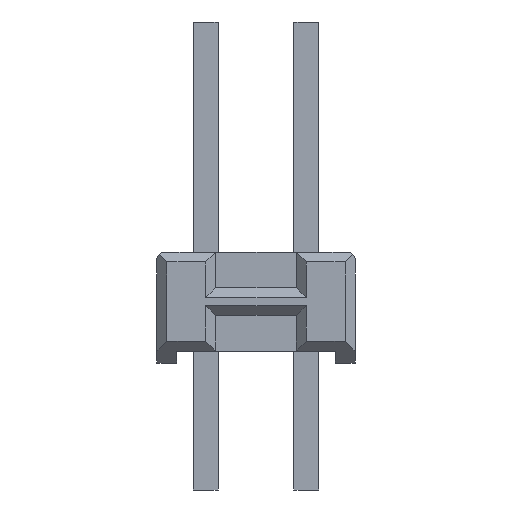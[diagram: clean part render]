
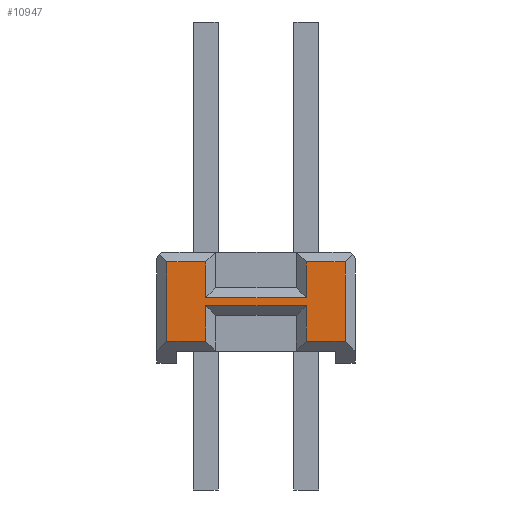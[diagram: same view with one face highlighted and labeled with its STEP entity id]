
A CAD part, left-side view. The second image highlights one B-rep face of the part: STEP entity #10947.
In plain terms, the highlighted planar face has unit normal (-1, 0, 0).
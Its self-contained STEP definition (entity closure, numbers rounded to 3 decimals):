
#134=DIRECTION('',(0.,1.,0.));
#135=VECTOR('',#134,0.98);
#136=CARTESIAN_POINT('',(-25.4,-2.25,-2.25));
#137=LINE('',#136,#135);
#138=DIRECTION('',(0.,0.,-1.));
#139=VECTOR('',#138,0.9);
#140=CARTESIAN_POINT('',(-25.4,-1.27,-1.35));
#141=LINE('',#140,#139);
#142=DIRECTION('',(0.,0.,-1.));
#143=VECTOR('',#142,0.9);
#144=CARTESIAN_POINT('',(-25.4,1.27,-1.35));
#145=LINE('',#144,#143);
#146=DIRECTION('',(0.,1.,0.));
#147=VECTOR('',#146,0.98);
#148=CARTESIAN_POINT('',(-25.4,1.27,-2.25));
#149=LINE('',#148,#147);
#150=DIRECTION('',(0.,0.,-1.));
#151=VECTOR('',#150,2.);
#152=CARTESIAN_POINT('',(-25.4,2.25,-0.25));
#153=LINE('',#152,#151);
#154=DIRECTION('',(0.,1.,0.));
#155=VECTOR('',#154,0.98);
#156=CARTESIAN_POINT('',(-25.4,1.27,-0.25));
#157=LINE('',#156,#155);
#158=DIRECTION('',(0.,0.,-1.));
#159=VECTOR('',#158,0.9);
#160=CARTESIAN_POINT('',(-25.4,1.27,-0.25));
#161=LINE('',#160,#159);
#162=DIRECTION('',(0.,-1.,0.));
#163=VECTOR('',#162,2.54);
#164=CARTESIAN_POINT('',(-25.4,1.27,-1.15));
#165=LINE('',#164,#163);
#166=DIRECTION('',(0.,0.,-1.));
#167=VECTOR('',#166,0.9);
#168=CARTESIAN_POINT('',(-25.4,-1.27,-0.25));
#169=LINE('',#168,#167);
#170=DIRECTION('',(0.,1.,0.));
#171=VECTOR('',#170,0.98);
#172=CARTESIAN_POINT('',(-25.4,-2.25,-0.25));
#173=LINE('',#172,#171);
#174=DIRECTION('',(0.,0.,-1.));
#175=VECTOR('',#174,2.);
#176=CARTESIAN_POINT('',(-25.4,-2.25,-0.25));
#177=LINE('',#176,#175);
#8354=DIRECTION('',(0.,-1.,0.));
#8355=VECTOR('',#8354,2.54);
#8356=CARTESIAN_POINT('',(-25.4,1.27,-1.35));
#8357=LINE('',#8356,#8355);
#8398=CARTESIAN_POINT('',(-25.4,-1.27,-1.35));
#8400=VERTEX_POINT('',#8398);
#8402=CARTESIAN_POINT('',(-25.4,-1.27,-1.15));
#8404=VERTEX_POINT('',#8402);
#8410=CARTESIAN_POINT('',(-25.4,1.27,-1.35));
#8411=VERTEX_POINT('',#8410);
#8412=CARTESIAN_POINT('',(-25.4,1.27,-1.15));
#8413=VERTEX_POINT('',#8412);
#10678=CARTESIAN_POINT('',(-25.4,-2.25,-2.25));
#10679=CARTESIAN_POINT('',(-25.4,-1.27,-2.25));
#10680=VERTEX_POINT('',#10678);
#10681=VERTEX_POINT('',#10679);
#10682=CARTESIAN_POINT('',(-25.4,1.27,-2.25));
#10683=CARTESIAN_POINT('',(-25.4,2.25,-2.25));
#10684=VERTEX_POINT('',#10682);
#10685=VERTEX_POINT('',#10683);
#10686=CARTESIAN_POINT('',(-25.4,-2.25,-0.25));
#10687=CARTESIAN_POINT('',(-25.4,-1.27,-0.25));
#10688=VERTEX_POINT('',#10686);
#10689=VERTEX_POINT('',#10687);
#10690=CARTESIAN_POINT('',(-25.4,1.27,-0.25));
#10691=CARTESIAN_POINT('',(-25.4,2.25,-0.25));
#10692=VERTEX_POINT('',#10690);
#10693=VERTEX_POINT('',#10691);
#10916=CARTESIAN_POINT('',(-25.4,0.,0.));
#10917=DIRECTION('',(1.,0.,0.));
#10918=DIRECTION('',(0.,0.,-1.));
#10919=AXIS2_PLACEMENT_3D('',#10916,#10917,#10918);
#10920=PLANE('',#10919);
#10922=ORIENTED_EDGE('',*,*,#10921,.T.);
#10924=ORIENTED_EDGE('',*,*,#10923,.F.);
#10926=ORIENTED_EDGE('',*,*,#10925,.F.);
#10928=ORIENTED_EDGE('',*,*,#10927,.T.);
#10930=ORIENTED_EDGE('',*,*,#10929,.T.);
#10932=ORIENTED_EDGE('',*,*,#10931,.F.);
#10934=ORIENTED_EDGE('',*,*,#10933,.F.);
#10936=ORIENTED_EDGE('',*,*,#10935,.T.);
#10938=ORIENTED_EDGE('',*,*,#10937,.T.);
#10940=ORIENTED_EDGE('',*,*,#10939,.F.);
#10942=ORIENTED_EDGE('',*,*,#10941,.F.);
#10944=ORIENTED_EDGE('',*,*,#10943,.T.);
#10945=EDGE_LOOP('',(#10922,#10924,#10926,#10928,#10930,#10932,#10934,#10936,
#10938,#10940,#10942,#10944));
#10946=FACE_OUTER_BOUND('',#10945,.F.);
#10921=EDGE_CURVE('',#10680,#10681,#137,.T.);
#10923=EDGE_CURVE('',#8400,#10681,#141,.T.);
#10925=EDGE_CURVE('',#8411,#8400,#8357,.T.);
#10927=EDGE_CURVE('',#8411,#10684,#145,.T.);
#10929=EDGE_CURVE('',#10684,#10685,#149,.T.);
#10931=EDGE_CURVE('',#10693,#10685,#153,.T.);
#10933=EDGE_CURVE('',#10692,#10693,#157,.T.);
#10935=EDGE_CURVE('',#10692,#8413,#161,.T.);
#10937=EDGE_CURVE('',#8413,#8404,#165,.T.);
#10939=EDGE_CURVE('',#10689,#8404,#169,.T.);
#10941=EDGE_CURVE('',#10688,#10689,#173,.T.);
#10943=EDGE_CURVE('',#10688,#10680,#177,.T.);
#10947=ADVANCED_FACE('',(#10946),#10920,.F.);
